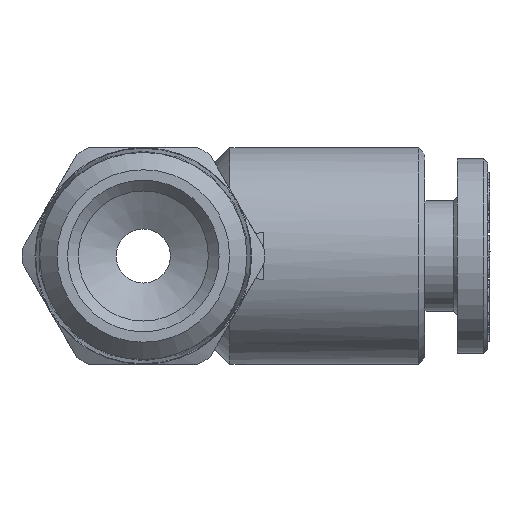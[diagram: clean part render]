
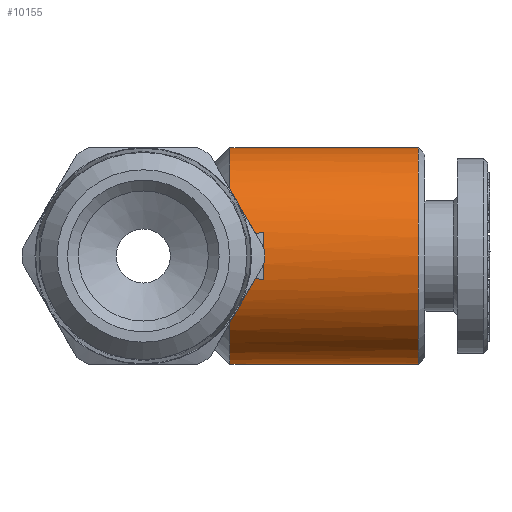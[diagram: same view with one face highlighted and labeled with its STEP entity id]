
A CAD part, front view. The second image highlights one B-rep face of the part: STEP entity #10155.
In plain terms, the highlighted cylindrical face has radius 5 mm (diameter 10 mm), a full revolution.
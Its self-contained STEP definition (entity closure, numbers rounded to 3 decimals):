
#25=ELLIPSE('',#10272,25.629,5.);
#29=ELLIPSE('',#10462,7.071,5.);
#32=ELLIPSE('',#10536,25.629,5.);
#78=CYLINDRICAL_SURFACE('',#10534,5.);
#1564=B_SPLINE_CURVE_WITH_KNOTS('',3,(#16598,#16599,#16600,#16601),
 .UNSPECIFIED.,.F.,.F.,(4,4),(0.,0.002),
 .UNSPECIFIED.);
#1701=B_SPLINE_CURVE_WITH_KNOTS('',3,(#21549,#21550,#21551,#21552),
 .UNSPECIFIED.,.F.,.F.,(4,4),(0.,0.002),
 .UNSPECIFIED.);
#1702=B_SPLINE_CURVE_WITH_KNOTS('',3,(#21555,#21556,#21557,#21558),
 .UNSPECIFIED.,.F.,.F.,(4,4),(0.,0.002),
 .UNSPECIFIED.);
#3713=ORIENTED_EDGE('',*,*,#4860,.T.);
#3714=ORIENTED_EDGE('',*,*,#4922,.F.);
#3715=ORIENTED_EDGE('',*,*,#4923,.T.);
#3716=ORIENTED_EDGE('',*,*,#4175,.F.);
#3717=ORIENTED_EDGE('',*,*,#4434,.T.);
#3718=ORIENTED_EDGE('',*,*,#4924,.T.);
#3719=ORIENTED_EDGE('',*,*,#4925,.T.);
#3720=ORIENTED_EDGE('',*,*,#4769,.F.);
#3721=ORIENTED_EDGE('',*,*,#4854,.T.);
#4175=EDGE_CURVE('',#5198,#5199,#25,.T.);
#4434=EDGE_CURVE('',#5198,#5400,#1564,.T.);
#4769=EDGE_CURVE('',#5584,#5585,#5687,.T.);
#4854=EDGE_CURVE('',#5584,#5615,#29,.T.);
#4860=EDGE_CURVE('',#5617,#5617,#5699,.T.);
#4922=EDGE_CURVE('',#5631,#5615,#5707,.T.);
#4923=EDGE_CURVE('',#5631,#5199,#1701,.T.);
#4924=EDGE_CURVE('',#5400,#5632,#32,.T.);
#4925=EDGE_CURVE('',#5632,#5585,#1702,.T.);
#5198=VERTEX_POINT('',#14358);
#5199=VERTEX_POINT('',#14360);
#5400=VERTEX_POINT('',#16597);
#5584=VERTEX_POINT('',#19288);
#5585=VERTEX_POINT('',#19290);
#5615=VERTEX_POINT('',#20027);
#5617=VERTEX_POINT('',#20071);
#5631=VERTEX_POINT('',#21548);
#5632=VERTEX_POINT('',#21554);
#5687=CIRCLE('',#10407,5.);
#5699=CIRCLE('',#10468,5.);
#5707=CIRCLE('',#10535,5.);
#6146=EDGE_LOOP('',(#3713));
#6147=EDGE_LOOP('',(#3714,#3715,#3716,#3717,#3718,#3719,#3720,#3721));
#6631=FACE_BOUND('',#6146,.T.);
#6632=FACE_BOUND('',#6147,.T.);
#10155=ADVANCED_FACE('',(#6631,#6632),#78,.T.);
#10272=AXIS2_PLACEMENT_3D('',#14359,#10887,#10888);
#10407=AXIS2_PLACEMENT_3D('',#19289,#11560,#11561);
#10462=AXIS2_PLACEMENT_3D('',#20026,#11728,#11729);
#10468=AXIS2_PLACEMENT_3D('',#20070,#11743,#11744);
#10534=AXIS2_PLACEMENT_3D('',#21546,#11904,#11905);
#10535=AXIS2_PLACEMENT_3D('',#21547,#11906,#11907);
#10536=AXIS2_PLACEMENT_3D('',#21553,#11908,#11909);
#10887=DIRECTION('',(0.195,0.,-0.981));
#10888=DIRECTION('',(0.981,0.,0.195));
#11560=DIRECTION('',(-1.,0.,0.));
#11561=DIRECTION('',(0.,0.,1.));
#11728=DIRECTION('',(0.707,-0.707,0.));
#11729=DIRECTION('',(0.707,0.707,0.));
#11743=DIRECTION('',(-1.,0.,0.));
#11744=DIRECTION('',(0.,0.,1.));
#11904=DIRECTION('',(1.,0.,0.));
#11905=DIRECTION('',(0.,0.,1.));
#11906=DIRECTION('',(-1.,0.,0.));
#11907=DIRECTION('',(0.,0.,1.));
#11908=DIRECTION('',(-0.195,0.,-0.981));
#11909=DIRECTION('',(0.981,0.,-0.195));
#14358=CARTESIAN_POINT('',(5.565,-4.876,1.107));
#14359=CARTESIAN_POINT('',(0.,0.,0.));
#14360=CARTESIAN_POINT('',(4.757,-4.91,0.946));
#16597=CARTESIAN_POINT('',(5.565,-4.876,-1.107));
#16598=CARTESIAN_POINT('',(5.565,-4.876,1.107));
#16599=CARTESIAN_POINT('',(5.541,-5.042,0.376));
#16600=CARTESIAN_POINT('',(5.541,-5.042,-0.376));
#16601=CARTESIAN_POINT('',(5.565,-4.876,-1.107));
#19288=CARTESIAN_POINT('',(4.,4.,-3.));
#19289=CARTESIAN_POINT('',(4.,0.,0.));
#19290=CARTESIAN_POINT('',(4.,-4.181,-2.743));
#20026=CARTESIAN_POINT('',(0.,0.,0.));
#20027=CARTESIAN_POINT('',(4.,4.,3.));
#20070=CARTESIAN_POINT('',(12.7,0.,0.));
#20071=CARTESIAN_POINT('',(12.7,0.,5.));
#21546=CARTESIAN_POINT('',(-3.45,0.,0.));
#21547=CARTESIAN_POINT('',(4.,0.,0.));
#21548=CARTESIAN_POINT('',(4.,-4.181,2.743));
#21549=CARTESIAN_POINT('',(4.,-4.181,2.743));
#21550=CARTESIAN_POINT('',(4.35,-4.516,2.232));
#21551=CARTESIAN_POINT('',(4.621,-4.779,1.627));
#21552=CARTESIAN_POINT('',(4.757,-4.91,0.946));
#21553=CARTESIAN_POINT('',(0.,0.,0.));
#21554=CARTESIAN_POINT('',(4.757,-4.91,-0.946));
#21555=CARTESIAN_POINT('',(4.757,-4.91,-0.946));
#21556=CARTESIAN_POINT('',(4.621,-4.778,-1.628));
#21557=CARTESIAN_POINT('',(4.351,-4.516,-2.231));
#21558=CARTESIAN_POINT('',(4.,-4.181,-2.743));
